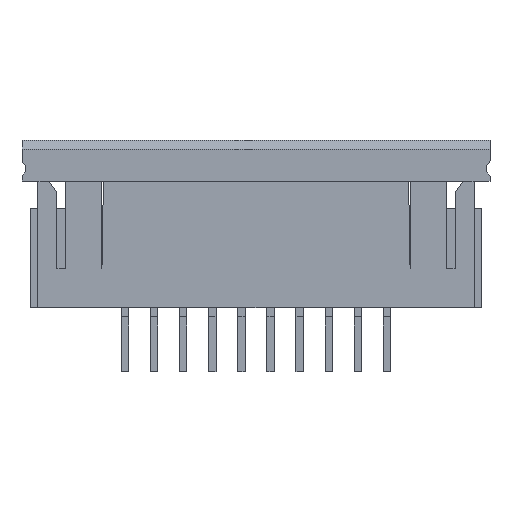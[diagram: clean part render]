
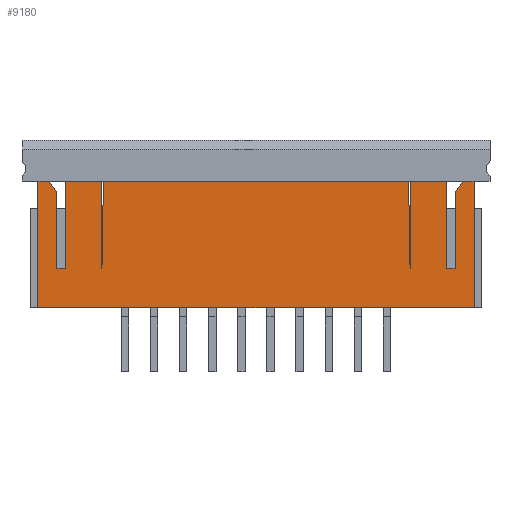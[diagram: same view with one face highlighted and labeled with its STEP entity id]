
A CAD part, top view. The second image highlights one B-rep face of the part: STEP entity #9180.
In plain terms, the highlighted planar face has unit normal (0, 0, 1).
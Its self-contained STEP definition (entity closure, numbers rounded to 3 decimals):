
#2465=DIRECTION('',(1.,0.,0.));
#2466=VECTOR('',#2465,0.381);
#2467=CARTESIAN_POINT('',(7.119,4.35,2.7));
#2468=LINE('',#2467,#2466);
#2517=DIRECTION('',(1.,0.,0.));
#2518=VECTOR('',#2517,1.25);
#2519=CARTESIAN_POINT('',(5.3,4.35,2.7));
#2520=LINE('',#2519,#2518);
#2533=DIRECTION('',(0.,-1.,0.));
#2534=VECTOR('',#2533,3.);
#2535=CARTESIAN_POINT('',(6.55,4.35,2.7));
#2536=LINE('',#2535,#2534);
#2561=DIRECTION('',(0.,-1.,0.));
#2562=VECTOR('',#2561,3.);
#2563=CARTESIAN_POINT('',(5.3,4.35,2.7));
#2564=LINE('',#2563,#2562);
#2569=DIRECTION('',(-0.017,1.,0.));
#2570=VECTOR('',#2569,3.);
#2571=CARTESIAN_POINT('',(5.3,1.35,2.7));
#2572=LINE('',#2571,#2570);
#2573=DIRECTION('',(-1.,0.,0.));
#2574=VECTOR('',#2573,0.3);
#2575=CARTESIAN_POINT('',(6.85,1.35,2.7));
#2576=LINE('',#2575,#2574);
#2577=DIRECTION('',(-0.574,-0.819,0.));
#2578=VECTOR('',#2577,0.468);
#2579=CARTESIAN_POINT('',(7.119,4.35,2.7));
#2580=LINE('',#2579,#2578);
#2581=DIRECTION('',(0.,1.,0.));
#2582=VECTOR('',#2581,4.35);
#2583=CARTESIAN_POINT('',(7.5,0.,2.7));
#2584=LINE('',#2583,#2582);
#2585=DIRECTION('',(1.,0.,0.));
#2586=VECTOR('',#2585,15.);
#2587=CARTESIAN_POINT('',(-7.5,0.,2.7));
#2588=LINE('',#2587,#2586);
#2589=DIRECTION('',(0.,-1.,0.));
#2590=VECTOR('',#2589,4.35);
#2591=CARTESIAN_POINT('',(-7.5,4.35,2.7));
#2592=LINE('',#2591,#2590);
#2593=DIRECTION('',(-1.,0.,0.));
#2594=VECTOR('',#2593,0.381);
#2595=CARTESIAN_POINT('',(-7.119,4.35,2.7));
#2596=LINE('',#2595,#2594);
#2597=DIRECTION('',(-0.574,0.819,0.));
#2598=VECTOR('',#2597,0.468);
#2599=CARTESIAN_POINT('',(-6.85,3.966,2.7));
#2600=LINE('',#2599,#2598);
#2601=DIRECTION('',(0.,1.,0.));
#2602=VECTOR('',#2601,2.616);
#2603=CARTESIAN_POINT('',(-6.85,1.35,2.7));
#2604=LINE('',#2603,#2602);
#2605=DIRECTION('',(-1.,0.,0.));
#2606=VECTOR('',#2605,0.3);
#2607=CARTESIAN_POINT('',(-6.55,1.35,2.7));
#2608=LINE('',#2607,#2606);
#2609=DIRECTION('',(-1.,0.,0.));
#2610=VECTOR('',#2609,1.25);
#2611=CARTESIAN_POINT('',(-5.3,4.35,2.7));
#2612=LINE('',#2611,#2610);
#2613=DIRECTION('',(-0.017,-1.,0.));
#2614=VECTOR('',#2613,3.);
#2615=CARTESIAN_POINT('',(-5.25,4.35,2.7));
#2616=LINE('',#2615,#2614);
#2617=DIRECTION('',(-1.,0.,0.));
#2618=VECTOR('',#2617,10.5);
#2619=CARTESIAN_POINT('',(5.25,4.35,2.7));
#2620=LINE('',#2619,#2618);
#2705=DIRECTION('',(0.,-1.,0.));
#2706=VECTOR('',#2705,3.);
#2707=CARTESIAN_POINT('',(-5.3,4.35,2.7));
#2708=LINE('',#2707,#2706);
#2729=DIRECTION('',(0.,1.,0.));
#2730=VECTOR('',#2729,3.);
#2731=CARTESIAN_POINT('',(-6.55,1.35,2.7));
#2732=LINE('',#2731,#2730);
#3193=DIRECTION('',(0.,1.,0.));
#3194=VECTOR('',#3193,2.616);
#3195=CARTESIAN_POINT('',(6.85,1.35,2.7));
#3196=LINE('',#3195,#3194);
#4057=CARTESIAN_POINT('',(5.3,1.35,2.7));
#4058=VERTEX_POINT('',#4057);
#4059=CARTESIAN_POINT('',(5.25,4.35,2.7));
#4060=VERTEX_POINT('',#4059);
#4117=CARTESIAN_POINT('',(7.5,0.,2.7));
#4119=VERTEX_POINT('',#4117);
#4223=CARTESIAN_POINT('',(-7.5,0.,2.7));
#4224=VERTEX_POINT('',#4223);
#4715=CARTESIAN_POINT('',(7.5,4.35,2.7));
#4716=VERTEX_POINT('',#4715);
#4793=CARTESIAN_POINT('',(-5.3,4.35,2.7));
#4794=VERTEX_POINT('',#4793);
#4795=CARTESIAN_POINT('',(-6.55,4.35,2.7));
#4796=VERTEX_POINT('',#4795);
#4811=CARTESIAN_POINT('',(-7.5,4.35,2.7));
#4812=VERTEX_POINT('',#4811);
#4813=CARTESIAN_POINT('',(-7.119,4.35,2.7));
#4814=VERTEX_POINT('',#4813);
#4815=CARTESIAN_POINT('',(-6.85,3.966,2.7));
#4816=VERTEX_POINT('',#4815);
#4819=CARTESIAN_POINT('',(-6.85,1.35,2.7));
#4820=VERTEX_POINT('',#4819);
#4829=CARTESIAN_POINT('',(6.85,1.35,2.7));
#4830=VERTEX_POINT('',#4829);
#4831=CARTESIAN_POINT('',(6.55,1.35,2.7));
#4832=VERTEX_POINT('',#4831);
#4919=CARTESIAN_POINT('',(-6.55,1.35,2.7));
#4920=VERTEX_POINT('',#4919);
#5089=CARTESIAN_POINT('',(-5.25,4.35,2.7));
#5090=VERTEX_POINT('',#5089);
#5091=CARTESIAN_POINT('',(-5.3,1.35,2.7));
#5092=VERTEX_POINT('',#5091);
#5097=CARTESIAN_POINT('',(5.3,4.35,2.7));
#5098=VERTEX_POINT('',#5097);
#5099=CARTESIAN_POINT('',(6.55,4.35,2.7));
#5100=VERTEX_POINT('',#5099);
#5101=CARTESIAN_POINT('',(6.85,3.966,2.7));
#5102=VERTEX_POINT('',#5101);
#5103=CARTESIAN_POINT('',(7.119,4.35,2.7));
#5104=VERTEX_POINT('',#5103);
#9143=CARTESIAN_POINT('',(0.,2.175,2.7));
#9144=DIRECTION('',(0.,0.,1.));
#9145=DIRECTION('',(1.,0.,0.));
#9146=AXIS2_PLACEMENT_3D('',#9143,#9144,#9145);
#9147=PLANE('',#9146);
#9149=ORIENTED_EDGE('',*,*,#9148,.F.);
#9150=ORIENTED_EDGE('',*,*,#9135,.F.);
#9151=ORIENTED_EDGE('',*,*,#9093,.T.);
#9152=ORIENTED_EDGE('',*,*,#9109,.T.);
#9153=ORIENTED_EDGE('',*,*,#8729,.F.);
#9155=ORIENTED_EDGE('',*,*,#9154,.T.);
#9156=ORIENTED_EDGE('',*,*,#9022,.F.);
#9157=ORIENTED_EDGE('',*,*,#9038,.T.);
#9158=ORIENTED_EDGE('',*,*,#5412,.F.);
#9159=ORIENTED_EDGE('',*,*,#5552,.F.);
#9160=ORIENTED_EDGE('',*,*,#8496,.F.);
#9162=ORIENTED_EDGE('',*,*,#9161,.F.);
#9164=ORIENTED_EDGE('',*,*,#9163,.F.);
#9166=ORIENTED_EDGE('',*,*,#9165,.F.);
#9167=ORIENTED_EDGE('',*,*,#8821,.F.);
#9169=ORIENTED_EDGE('',*,*,#9168,.T.);
#9171=ORIENTED_EDGE('',*,*,#9170,.F.);
#9173=ORIENTED_EDGE('',*,*,#9172,.T.);
#9175=ORIENTED_EDGE('',*,*,#9174,.F.);
#9177=ORIENTED_EDGE('',*,*,#9176,.F.);
#9178=EDGE_LOOP('',(#9149,#9150,#9151,#9152,#9153,#9155,#9156,#9157,#9158,#9159,
#9160,#9162,#9164,#9166,#9167,#9169,#9171,#9173,#9175,#9177));
#9179=FACE_OUTER_BOUND('',#9178,.F.);
#9180=ADVANCED_FACE('',(#9179),#9147,.T.);
#5412=EDGE_CURVE('',#4119,#4716,#2584,.T.);
#5552=EDGE_CURVE('',#4224,#4119,#2588,.T.);
#8496=EDGE_CURVE('',#4812,#4224,#2592,.T.);
#8729=EDGE_CURVE('',#4830,#4832,#2576,.T.);
#8821=EDGE_CURVE('',#4920,#4820,#2608,.T.);
#9022=EDGE_CURVE('',#5104,#5102,#2580,.T.);
#9038=EDGE_CURVE('',#5104,#4716,#2468,.T.);
#9093=EDGE_CURVE('',#5098,#5100,#2520,.T.);
#9109=EDGE_CURVE('',#5100,#4832,#2536,.T.);
#9135=EDGE_CURVE('',#5098,#4058,#2564,.T.);
#9148=EDGE_CURVE('',#4058,#4060,#2572,.T.);
#9154=EDGE_CURVE('',#4830,#5102,#3196,.T.);
#9161=EDGE_CURVE('',#4814,#4812,#2596,.T.);
#9163=EDGE_CURVE('',#4816,#4814,#2600,.T.);
#9165=EDGE_CURVE('',#4820,#4816,#2604,.T.);
#9168=EDGE_CURVE('',#4920,#4796,#2732,.T.);
#9170=EDGE_CURVE('',#4794,#4796,#2612,.T.);
#9172=EDGE_CURVE('',#4794,#5092,#2708,.T.);
#9174=EDGE_CURVE('',#5090,#5092,#2616,.T.);
#9176=EDGE_CURVE('',#4060,#5090,#2620,.T.);
